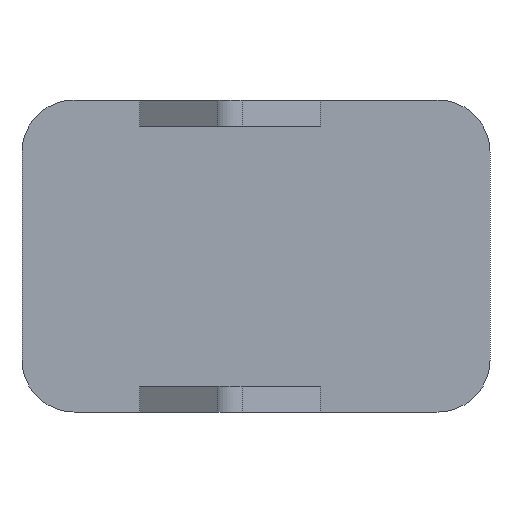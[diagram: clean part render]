
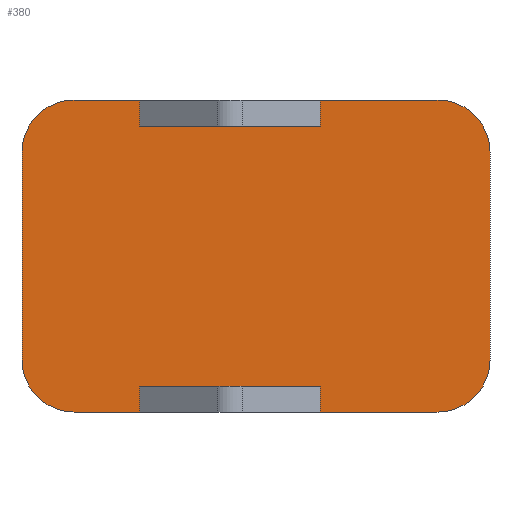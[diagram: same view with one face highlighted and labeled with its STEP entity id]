
A CAD part, left-side view. The second image highlights one B-rep face of the part: STEP entity #380.
In plain terms, the highlighted planar face has unit normal (-1, 0, 0).
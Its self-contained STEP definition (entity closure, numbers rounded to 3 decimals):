
#1=CARTESIAN_POINT('',(0.,80.,50.));
#2=DIRECTION('',(-1.,0.,0.));
#3=DIRECTION('',(0.,0.,1.));
#4=AXIS2_PLACEMENT_3D('',#1,#2,#3);
#6=DIRECTION('',(0.,-1.,0.));
#7=VECTOR('',#6,12.606);
#8=CARTESIAN_POINT('',(0.,80.,60.));
#9=LINE('',#8,#7);
#10=DIRECTION('',(0.,0.,-1.));
#11=VECTOR('',#10,5.);
#12=CARTESIAN_POINT('',(0.,67.394,60.));
#13=LINE('',#12,#11);
#14=DIRECTION('',(0.,-1.,0.));
#15=VECTOR('',#14,34.788);
#16=CARTESIAN_POINT('',(0.,67.394,55.));
#17=LINE('',#16,#15);
#18=DIRECTION('',(0.,0.,-1.));
#19=VECTOR('',#18,5.);
#20=CARTESIAN_POINT('',(0.,32.606,60.));
#21=LINE('',#20,#19);
#22=DIRECTION('',(0.,-1.,0.));
#23=VECTOR('',#22,22.606);
#24=CARTESIAN_POINT('',(0.,32.606,60.));
#25=LINE('',#24,#23);
#26=CARTESIAN_POINT('',(0.,10.,50.));
#27=DIRECTION('',(-1.,0.,0.));
#28=DIRECTION('',(0.,-1.,0.));
#29=AXIS2_PLACEMENT_3D('',#26,#27,#28);
#31=DIRECTION('',(0.,0.,-1.));
#32=VECTOR('',#31,40.);
#33=CARTESIAN_POINT('',(0.,0.,50.));
#34=LINE('',#33,#32);
#35=CARTESIAN_POINT('',(0.,10.,10.));
#36=DIRECTION('',(-1.,0.,0.));
#37=DIRECTION('',(0.,0.,-1.));
#38=AXIS2_PLACEMENT_3D('',#35,#36,#37);
#40=DIRECTION('',(0.,1.,0.));
#41=VECTOR('',#40,22.606);
#42=CARTESIAN_POINT('',(0.,10.,0.));
#43=LINE('',#42,#41);
#44=DIRECTION('',(0.,0.,1.));
#45=VECTOR('',#44,5.);
#46=CARTESIAN_POINT('',(0.,32.606,0.));
#47=LINE('',#46,#45);
#48=DIRECTION('',(0.,1.,0.));
#49=VECTOR('',#48,34.788);
#50=CARTESIAN_POINT('',(0.,32.606,5.));
#51=LINE('',#50,#49);
#52=DIRECTION('',(0.,0.,1.));
#53=VECTOR('',#52,5.);
#54=CARTESIAN_POINT('',(0.,67.394,0.));
#55=LINE('',#54,#53);
#56=DIRECTION('',(0.,1.,0.));
#57=VECTOR('',#56,12.606);
#58=CARTESIAN_POINT('',(0.,67.394,0.));
#59=LINE('',#58,#57);
#60=CARTESIAN_POINT('',(0.,80.,10.));
#61=DIRECTION('',(-1.,0.,0.));
#62=DIRECTION('',(0.,1.,0.));
#63=AXIS2_PLACEMENT_3D('',#60,#61,#62);
#65=DIRECTION('',(0.,0.,1.));
#66=VECTOR('',#65,40.);
#67=CARTESIAN_POINT('',(0.,90.,10.));
#68=LINE('',#67,#66);
#277=CARTESIAN_POINT('',(0.,32.606,5.));
#278=CARTESIAN_POINT('',(0.,67.394,5.));
#279=VERTEX_POINT('',#277);
#280=VERTEX_POINT('',#278);
#281=CARTESIAN_POINT('',(0.,32.606,0.));
#282=VERTEX_POINT('',#281);
#283=CARTESIAN_POINT('',(0.,67.394,0.));
#284=VERTEX_POINT('',#283);
#301=CARTESIAN_POINT('',(0.,67.394,55.));
#302=CARTESIAN_POINT('',(0.,32.606,55.));
#303=VERTEX_POINT('',#301);
#304=VERTEX_POINT('',#302);
#305=CARTESIAN_POINT('',(0.,67.394,60.));
#306=VERTEX_POINT('',#305);
#307=CARTESIAN_POINT('',(0.,32.606,60.));
#308=VERTEX_POINT('',#307);
#309=CARTESIAN_POINT('',(0.,80.,60.));
#310=CARTESIAN_POINT('',(0.,90.,50.));
#311=VERTEX_POINT('',#309);
#312=VERTEX_POINT('',#310);
#317=CARTESIAN_POINT('',(0.,90.,10.));
#318=CARTESIAN_POINT('',(0.,80.,0.));
#319=VERTEX_POINT('',#317);
#320=VERTEX_POINT('',#318);
#325=CARTESIAN_POINT('',(0.,0.,50.));
#326=CARTESIAN_POINT('',(0.,10.,60.));
#327=VERTEX_POINT('',#325);
#328=VERTEX_POINT('',#326);
#333=CARTESIAN_POINT('',(0.,10.,0.));
#334=CARTESIAN_POINT('',(0.,0.,10.));
#335=VERTEX_POINT('',#333);
#336=VERTEX_POINT('',#334);
#341=CARTESIAN_POINT('',(0.,0.,0.));
#342=DIRECTION('',(1.,0.,0.));
#343=DIRECTION('',(0.,0.,-1.));
#344=AXIS2_PLACEMENT_3D('',#341,#342,#343);
#345=PLANE('',#344);
#347=ORIENTED_EDGE('',*,*,#346,.F.);
#349=ORIENTED_EDGE('',*,*,#348,.T.);
#351=ORIENTED_EDGE('',*,*,#350,.T.);
#353=ORIENTED_EDGE('',*,*,#352,.T.);
#355=ORIENTED_EDGE('',*,*,#354,.F.);
#357=ORIENTED_EDGE('',*,*,#356,.T.);
#359=ORIENTED_EDGE('',*,*,#358,.F.);
#361=ORIENTED_EDGE('',*,*,#360,.T.);
#363=ORIENTED_EDGE('',*,*,#362,.F.);
#365=ORIENTED_EDGE('',*,*,#364,.T.);
#367=ORIENTED_EDGE('',*,*,#366,.T.);
#369=ORIENTED_EDGE('',*,*,#368,.T.);
#371=ORIENTED_EDGE('',*,*,#370,.F.);
#373=ORIENTED_EDGE('',*,*,#372,.T.);
#375=ORIENTED_EDGE('',*,*,#374,.F.);
#377=ORIENTED_EDGE('',*,*,#376,.T.);
#378=EDGE_LOOP('',(#347,#349,#351,#353,#355,#357,#359,#361,#363,#365,#367,#369,
#371,#373,#375,#377));
#379=FACE_OUTER_BOUND('',#378,.F.);
#380=ADVANCED_FACE('',(#379),#345,.F.);
#5=CIRCLE('',#4,10.);
#30=CIRCLE('',#29,10.);
#39=CIRCLE('',#38,10.);
#64=CIRCLE('',#63,10.);
#346=EDGE_CURVE('',#311,#312,#5,.T.);
#348=EDGE_CURVE('',#311,#306,#9,.T.);
#350=EDGE_CURVE('',#306,#303,#13,.T.);
#352=EDGE_CURVE('',#303,#304,#17,.T.);
#354=EDGE_CURVE('',#308,#304,#21,.T.);
#356=EDGE_CURVE('',#308,#328,#25,.T.);
#358=EDGE_CURVE('',#327,#328,#30,.T.);
#360=EDGE_CURVE('',#327,#336,#34,.T.);
#362=EDGE_CURVE('',#335,#336,#39,.T.);
#364=EDGE_CURVE('',#335,#282,#43,.T.);
#366=EDGE_CURVE('',#282,#279,#47,.T.);
#368=EDGE_CURVE('',#279,#280,#51,.T.);
#370=EDGE_CURVE('',#284,#280,#55,.T.);
#372=EDGE_CURVE('',#284,#320,#59,.T.);
#374=EDGE_CURVE('',#319,#320,#64,.T.);
#376=EDGE_CURVE('',#319,#312,#68,.T.);
